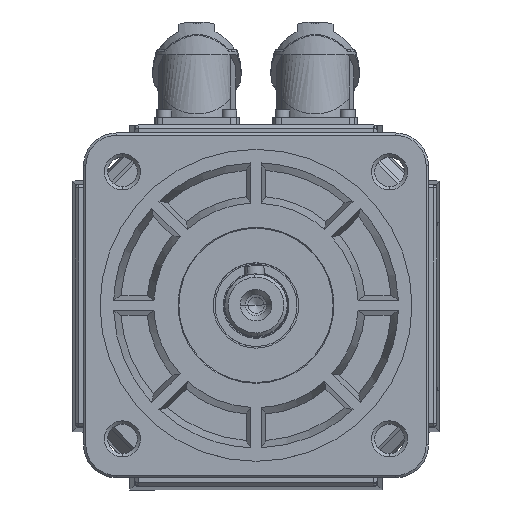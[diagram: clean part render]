
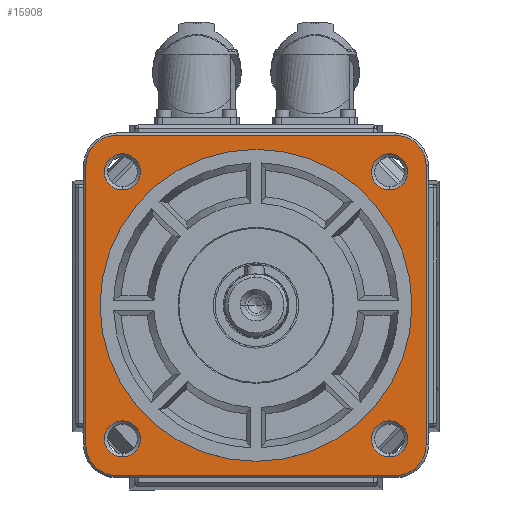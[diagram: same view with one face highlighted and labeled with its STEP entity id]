
A CAD part, top view. The second image highlights one B-rep face of the part: STEP entity #15908.
In plain terms, the highlighted planar face has unit normal (0, 0, 1).
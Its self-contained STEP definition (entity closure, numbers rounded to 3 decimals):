
#13413=CARTESIAN_POINT('',(0.,47.5,130.5));
#13414=VERTEX_POINT('',#13413);
#13423=CARTESIAN_POINT('',(0.,-47.5,130.5));
#13424=VERTEX_POINT('',#13423);
#13425=CARTESIAN_POINT('',(0.,0.,130.5));
#13426=DIRECTION('',(0.0,0.0,1.0));
#13427=DIRECTION('',(0.0,1.0,0.0));
#13428=AXIS2_PLACEMENT_3D('',#13425,#13426,#13427);
#13429=CIRCLE('',#13428,47.5);
#13430=EDGE_CURVE('',#13414,#13424,#13429,.T.);
#13518=CARTESIAN_POINT('',(40.659,46.159,130.5));
#13519=VERTEX_POINT('',#13518);
#13533=CARTESIAN_POINT('',(40.659,35.159,130.5));
#13534=VERTEX_POINT('',#13533);
#13541=CARTESIAN_POINT('',(40.659,40.659,130.5));
#13542=DIRECTION('',(0.0,0.0,1.0));
#13543=DIRECTION('',(0.0,1.0,0.0));
#13544=AXIS2_PLACEMENT_3D('',#13541,#13542,#13543);
#13545=CIRCLE('',#13544,5.5);
#13546=EDGE_CURVE('',#13534,#13519,#13545,.T.);
#13619=CARTESIAN_POINT('',(40.659,-35.159,130.5));
#13620=VERTEX_POINT('',#13619);
#13634=CARTESIAN_POINT('',(40.659,-46.159,130.5));
#13635=VERTEX_POINT('',#13634);
#13642=CARTESIAN_POINT('',(40.659,-40.659,130.5));
#13643=DIRECTION('',(0.0,0.0,1.0));
#13644=DIRECTION('',(0.0,1.0,0.0));
#13645=AXIS2_PLACEMENT_3D('',#13642,#13643,#13644);
#13646=CIRCLE('',#13645,5.5);
#13647=EDGE_CURVE('',#13635,#13620,#13646,.T.);
#13720=CARTESIAN_POINT('',(-40.659,-35.159,130.5));
#13721=VERTEX_POINT('',#13720);
#13735=CARTESIAN_POINT('',(-40.659,-46.159,130.5));
#13736=VERTEX_POINT('',#13735);
#13743=CARTESIAN_POINT('',(-40.659,-40.659,130.5));
#13744=DIRECTION('',(0.0,0.0,1.0));
#13745=DIRECTION('',(0.0,1.0,0.0));
#13746=AXIS2_PLACEMENT_3D('',#13743,#13744,#13745);
#13747=CIRCLE('',#13746,5.5);
#13748=EDGE_CURVE('',#13736,#13721,#13747,.T.);
#13821=CARTESIAN_POINT('',(-40.659,46.159,130.5));
#13822=VERTEX_POINT('',#13821);
#13836=CARTESIAN_POINT('',(-40.659,35.159,130.5));
#13837=VERTEX_POINT('',#13836);
#13844=CARTESIAN_POINT('',(-40.659,40.659,130.5));
#13845=DIRECTION('',(0.0,0.0,1.0));
#13846=DIRECTION('',(0.0,1.0,0.0));
#13847=AXIS2_PLACEMENT_3D('',#13844,#13845,#13846);
#13848=CIRCLE('',#13847,5.5);
#13849=EDGE_CURVE('',#13837,#13822,#13848,.T.);
#15777=CARTESIAN_POINT('',(-40.659,40.659,130.5));
#15778=DIRECTION('',(0.0,0.0,1.0));
#15779=DIRECTION('',(0.0,1.0,0.0));
#15780=AXIS2_PLACEMENT_3D('',#15777,#15778,#15779);
#15781=CIRCLE('',#15780,5.5);
#15782=EDGE_CURVE('',#13822,#13837,#15781,.T.);
#15789=CARTESIAN_POINT('',(0.,0.,130.5));
#15790=DIRECTION('',(0.0,0.0,-1.0));
#15791=DIRECTION('',(0.0,1.0,0.0));
#15792=AXIS2_PLACEMENT_3D('',#15789,#15790,#15791);
#15793=PLANE('',#15792);
#15794=CARTESIAN_POINT('',(51.8,42.5,130.5));
#15795=VERTEX_POINT('',#15794);
#15796=CARTESIAN_POINT('',(51.8,-42.5,130.5));
#15797=VERTEX_POINT('',#15796);
#15798=CARTESIAN_POINT('',(51.8,42.5,130.5));
#15799=DIRECTION('',(0.0,-1.0,0.0));
#15800=VECTOR('',#15799,85.);
#15801=LINE('',#15798,#15800);
#15802=EDGE_CURVE('',#15795,#15797,#15801,.T.);
#15803=ORIENTED_EDGE('',*,*,#15802,.F.);
#15804=CARTESIAN_POINT('',(42.5,51.8,130.5));
#15805=VERTEX_POINT('',#15804);
#15806=CARTESIAN_POINT('',(42.5,42.5,130.5));
#15807=DIRECTION('',(0.0,0.0,-1.0));
#15808=DIRECTION('',(1.0,0.0,0.0));
#15809=AXIS2_PLACEMENT_3D('',#15806,#15807,#15808);
#15810=CIRCLE('',#15809,9.3);
#15811=EDGE_CURVE('',#15805,#15795,#15810,.T.);
#15812=ORIENTED_EDGE('',*,*,#15811,.F.);
#15813=CARTESIAN_POINT('',(-42.5,51.8,130.5));
#15814=VERTEX_POINT('',#15813);
#15815=CARTESIAN_POINT('',(-42.5,51.8,130.5));
#15816=DIRECTION('',(1.0,0.0,0.0));
#15817=VECTOR('',#15816,85.);
#15818=LINE('',#15815,#15817);
#15819=EDGE_CURVE('',#15814,#15805,#15818,.T.);
#15820=ORIENTED_EDGE('',*,*,#15819,.F.);
#15821=CARTESIAN_POINT('',(-51.8,42.5,130.5));
#15822=VERTEX_POINT('',#15821);
#15823=CARTESIAN_POINT('',(-42.5,42.5,130.5));
#15824=DIRECTION('',(0.0,0.0,-1.0));
#15825=DIRECTION('',(0.0,1.0,0.0));
#15826=AXIS2_PLACEMENT_3D('',#15823,#15824,#15825);
#15827=CIRCLE('',#15826,9.3);
#15828=EDGE_CURVE('',#15822,#15814,#15827,.T.);
#15829=ORIENTED_EDGE('',*,*,#15828,.F.);
#15830=CARTESIAN_POINT('',(-51.8,-42.5,130.5));
#15831=VERTEX_POINT('',#15830);
#15832=CARTESIAN_POINT('',(-51.8,-42.5,130.5));
#15833=DIRECTION('',(0.0,1.0,0.0));
#15834=VECTOR('',#15833,85.0);
#15835=LINE('',#15832,#15834);
#15836=EDGE_CURVE('',#15831,#15822,#15835,.T.);
#15837=ORIENTED_EDGE('',*,*,#15836,.F.);
#15838=CARTESIAN_POINT('',(-42.5,-51.8,130.5));
#15839=VERTEX_POINT('',#15838);
#15840=CARTESIAN_POINT('',(-42.5,-42.5,130.5));
#15841=DIRECTION('',(0.0,0.0,-1.0));
#15842=DIRECTION('',(-1.0,0.0,0.0));
#15843=AXIS2_PLACEMENT_3D('',#15840,#15841,#15842);
#15844=CIRCLE('',#15843,9.3);
#15845=EDGE_CURVE('',#15839,#15831,#15844,.T.);
#15846=ORIENTED_EDGE('',*,*,#15845,.F.);
#15847=CARTESIAN_POINT('',(42.5,-51.8,130.5));
#15848=VERTEX_POINT('',#15847);
#15849=CARTESIAN_POINT('',(42.5,-51.8,130.5));
#15850=DIRECTION('',(-1.0,0.0,0.0));
#15851=VECTOR('',#15850,85.);
#15852=LINE('',#15849,#15851);
#15853=EDGE_CURVE('',#15848,#15839,#15852,.T.);
#15854=ORIENTED_EDGE('',*,*,#15853,.F.);
#15855=CARTESIAN_POINT('',(42.5,-42.5,130.5));
#15856=DIRECTION('',(0.0,0.0,-1.0));
#15857=DIRECTION('',(0.0,-1.0,0.0));
#15858=AXIS2_PLACEMENT_3D('',#15855,#15856,#15857);
#15859=CIRCLE('',#15858,9.3);
#15860=EDGE_CURVE('',#15797,#15848,#15859,.T.);
#15861=ORIENTED_EDGE('',*,*,#15860,.F.);
#15862=EDGE_LOOP('',(#15803,#15812,#15820,#15829,#15837,#15846,#15854,#15861));
#15863=FACE_OUTER_BOUND('',#15862,.T.);
#15864=ORIENTED_EDGE('',*,*,#13748,.F.);
#15865=CARTESIAN_POINT('',(-40.659,-40.659,130.5));
#15866=DIRECTION('',(0.0,0.0,1.0));
#15867=DIRECTION('',(0.0,1.0,0.0));
#15868=AXIS2_PLACEMENT_3D('',#15865,#15866,#15867);
#15869=CIRCLE('',#15868,5.5);
#15870=EDGE_CURVE('',#13721,#13736,#15869,.T.);
#15871=ORIENTED_EDGE('',*,*,#15870,.F.);
#15872=EDGE_LOOP('',(#15864,#15871));
#15873=FACE_BOUND('',#15872,.T.);
#15874=ORIENTED_EDGE('',*,*,#13546,.F.);
#15875=CARTESIAN_POINT('',(40.659,40.659,130.5));
#15876=DIRECTION('',(0.0,0.0,1.0));
#15877=DIRECTION('',(0.0,1.0,0.0));
#15878=AXIS2_PLACEMENT_3D('',#15875,#15876,#15877);
#15879=CIRCLE('',#15878,5.5);
#15880=EDGE_CURVE('',#13519,#13534,#15879,.T.);
#15881=ORIENTED_EDGE('',*,*,#15880,.F.);
#15882=EDGE_LOOP('',(#15874,#15881));
#15883=FACE_BOUND('',#15882,.T.);
#15884=CARTESIAN_POINT('',(0.,0.,130.5));
#15885=DIRECTION('',(0.0,0.0,1.0));
#15886=DIRECTION('',(0.0,1.0,0.0));
#15887=AXIS2_PLACEMENT_3D('',#15884,#15885,#15886);
#15888=CIRCLE('',#15887,47.5);
#15889=EDGE_CURVE('',#13424,#13414,#15888,.T.);
#15890=ORIENTED_EDGE('',*,*,#15889,.F.);
#15891=ORIENTED_EDGE('',*,*,#13430,.F.);
#15892=EDGE_LOOP('',(#15890,#15891));
#15893=FACE_BOUND('',#15892,.T.);
#15894=ORIENTED_EDGE('',*,*,#13647,.F.);
#15895=CARTESIAN_POINT('',(40.659,-40.659,130.5));
#15896=DIRECTION('',(0.0,0.0,1.0));
#15897=DIRECTION('',(0.0,1.0,0.0));
#15898=AXIS2_PLACEMENT_3D('',#15895,#15896,#15897);
#15899=CIRCLE('',#15898,5.5);
#15900=EDGE_CURVE('',#13620,#13635,#15899,.T.);
#15901=ORIENTED_EDGE('',*,*,#15900,.F.);
#15902=EDGE_LOOP('',(#15894,#15901));
#15903=FACE_BOUND('',#15902,.T.);
#15904=ORIENTED_EDGE('',*,*,#13849,.F.);
#15905=ORIENTED_EDGE('',*,*,#15782,.F.);
#15906=EDGE_LOOP('',(#15904,#15905));
#15907=FACE_BOUND('',#15906,.T.);
#15908=ADVANCED_FACE('',(#15863,#15873,#15883,#15893,#15903,#15907),#15793,.F.);
